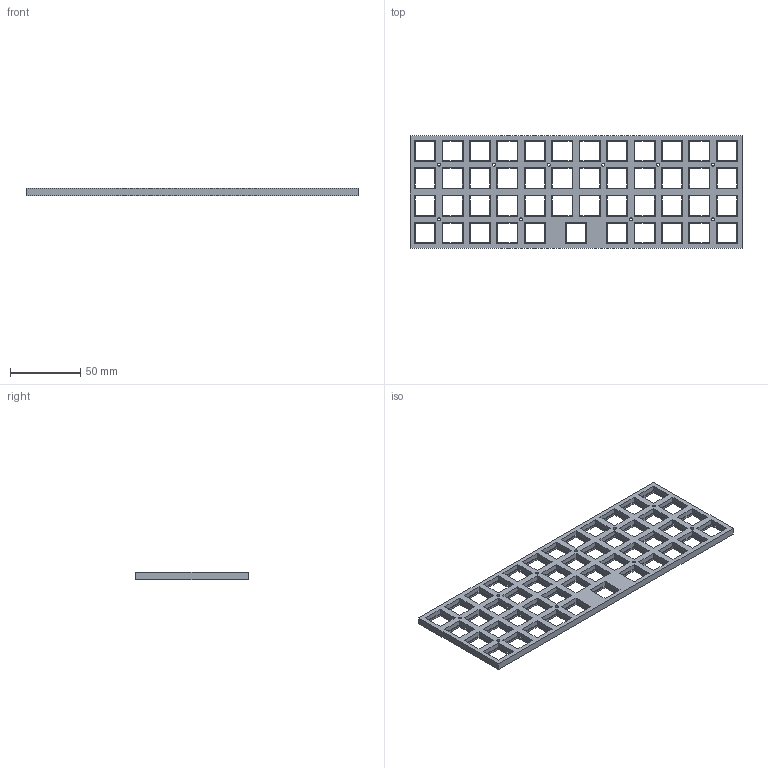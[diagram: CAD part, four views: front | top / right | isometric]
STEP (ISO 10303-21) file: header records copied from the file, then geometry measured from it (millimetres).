
FILE_DESCRIPTION(/* description */ (''),/* implementation_level */ '2;1');
FILE_NAME(/* name */ 'keyplate.step',/* time_stamp */ '2025-05-14T06:28:40+02:00',/* author */ (''),/* organization */ (''),/* preprocessor_version */ 'ST-DEVELOPER v20.1',/* originating_system */ 'Autodesk Translation Framework v14.4.0.0',/* authorisation */ '');
FILE_SCHEMA (('AUTOMOTIVE_DESIGN { 1 0 10303 214 3 1 1 }'));
Length unit declared in the file: millimetre
Products named in the file (1): galaxy47
Bounding box: 236 x 80 x 5 mm (x, y, z)
Volume: 43121 mm3; surface area: 36682.5 mm2
Topology: 1 solids, 1 shells, 459 faces, 1200 edges, 800 vertices
Faces by surface type: plane 439, cylinder 20
Full cylindrical faces by diameter (mm): 2.2 x10, 3.9 x10
Entity records: 14095 total; most frequent: CARTESIAN_POINT 2460, ORIENTED_EDGE 2400, DIRECTION 2160, EDGE_CURVE 1200, LINE 1160, VECTOR 1160, VERTEX_POINT 800, EDGE_LOOP 630
